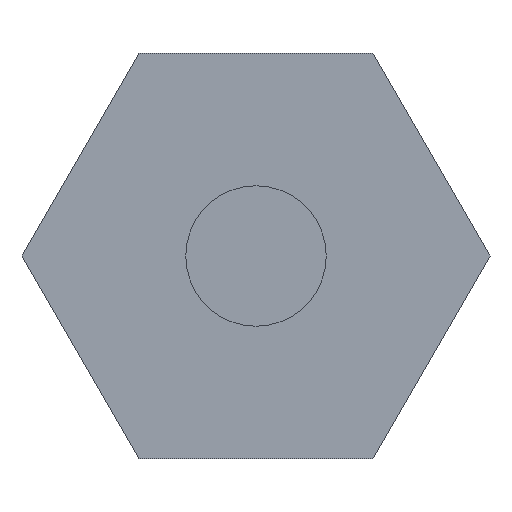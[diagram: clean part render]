
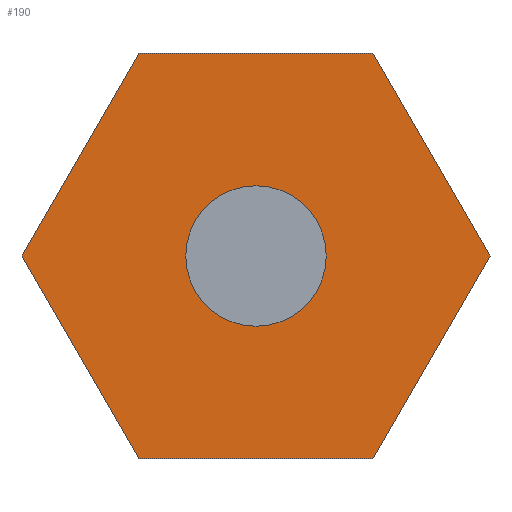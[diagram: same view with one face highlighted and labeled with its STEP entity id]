
A CAD part, front view. The second image highlights one B-rep face of the part: STEP entity #190.
In plain terms, the highlighted planar face has unit normal (0, -1, 0).
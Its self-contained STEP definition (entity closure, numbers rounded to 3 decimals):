
#22=LINE('',#289,#40);
#24=LINE('',#293,#42);
#26=LINE('',#297,#44);
#28=LINE('',#301,#46);
#30=LINE('',#305,#48);
#32=LINE('',#308,#50);
#40=VECTOR('',#234,5.);
#42=VECTOR('',#238,5.);
#44=VECTOR('',#242,5.);
#46=VECTOR('',#246,5.);
#48=VECTOR('',#250,5.);
#50=VECTOR('',#254,5.);
#59=PLANE('',#207);
#63=FACE_BOUND('',#89,.T.);
#74=FACE_OUTER_BOUND('',#88,.T.);
#88=EDGE_LOOP('',(#169,#170,#171,#172,#173,#174));
#89=EDGE_LOOP('',(#175));
#94=CIRCLE('',#197,1.5);
#98=VERTEX_POINT('',#267);
#106=VERTEX_POINT('',#286);
#107=VERTEX_POINT('',#288);
#108=VERTEX_POINT('',#292);
#109=VERTEX_POINT('',#296);
#110=VERTEX_POINT('',#300);
#111=VERTEX_POINT('',#304);
#114=EDGE_CURVE('',#98,#98,#94,.T.);
#123=EDGE_CURVE('',#107,#106,#22,.T.);
#125=EDGE_CURVE('',#108,#107,#24,.T.);
#127=EDGE_CURVE('',#109,#108,#26,.T.);
#129=EDGE_CURVE('',#110,#109,#28,.T.);
#131=EDGE_CURVE('',#111,#110,#30,.T.);
#133=EDGE_CURVE('',#106,#111,#32,.T.);
#169=ORIENTED_EDGE('',*,*,#133,.T.);
#170=ORIENTED_EDGE('',*,*,#131,.T.);
#171=ORIENTED_EDGE('',*,*,#129,.T.);
#172=ORIENTED_EDGE('',*,*,#127,.T.);
#173=ORIENTED_EDGE('',*,*,#125,.T.);
#174=ORIENTED_EDGE('',*,*,#123,.T.);
#175=ORIENTED_EDGE('',*,*,#114,.T.);
#190=ADVANCED_FACE('',(#74,#63),#59,.T.);
#197=AXIS2_PLACEMENT_3D('',#268,#217,#218);
#207=AXIS2_PLACEMENT_3D('',#309,#255,#256);
#217=DIRECTION('center_axis',(0.,1.,0.));
#218=DIRECTION('ref_axis',(-1.,0.,0.));
#234=DIRECTION('',(-0.5,0.,-0.866));
#238=DIRECTION('',(-1.,0.,0.));
#242=DIRECTION('',(-0.5,0.,0.866));
#246=DIRECTION('',(0.5,0.,0.866));
#250=DIRECTION('',(1.,0.,0.));
#254=DIRECTION('',(0.5,0.,-0.866));
#255=DIRECTION('center_axis',(0.,-1.,0.));
#256=DIRECTION('ref_axis',(0.,0.,-1.));
#267=CARTESIAN_POINT('',(1.5,-5.,0.));
#268=CARTESIAN_POINT('Origin',(0.,-5.,0.));
#286=CARTESIAN_POINT('',(-5.,-5.,0.));
#288=CARTESIAN_POINT('',(-2.5,-5.,4.33));
#289=CARTESIAN_POINT('',(-2.5,-5.,4.33));
#292=CARTESIAN_POINT('',(2.5,-5.,4.33));
#293=CARTESIAN_POINT('',(2.5,-5.,4.33));
#296=CARTESIAN_POINT('',(5.,-5.,0.));
#297=CARTESIAN_POINT('',(5.,-5.,0.));
#300=CARTESIAN_POINT('',(2.5,-5.,-4.33));
#301=CARTESIAN_POINT('',(2.5,-5.,-4.33));
#304=CARTESIAN_POINT('',(-2.5,-5.,-4.33));
#305=CARTESIAN_POINT('',(-2.5,-5.,-4.33));
#308=CARTESIAN_POINT('',(-5.,-5.,0.));
#309=CARTESIAN_POINT('Origin',(0.,-5.,0.));
